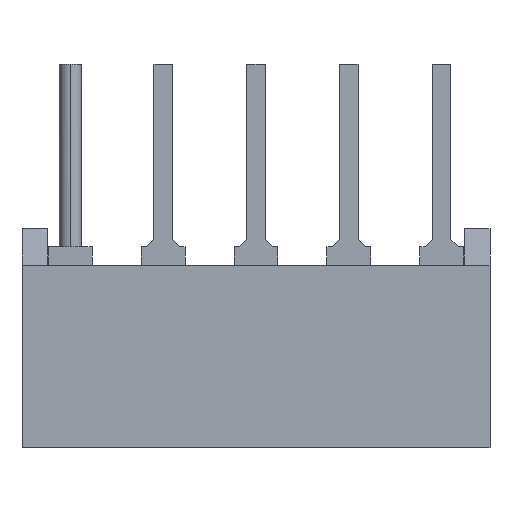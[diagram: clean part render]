
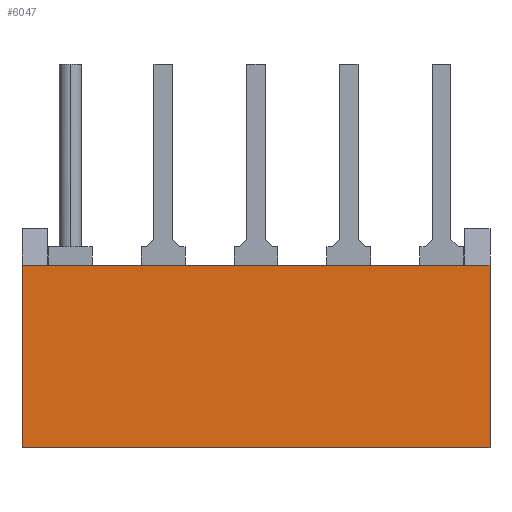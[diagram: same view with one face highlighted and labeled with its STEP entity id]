
A CAD part, left-side view. The second image highlights one B-rep face of the part: STEP entity #6047.
In plain terms, the highlighted planar face has unit normal (-1, 0, 0).
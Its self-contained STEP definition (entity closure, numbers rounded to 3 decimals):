
#185 = LINE ( 'NONE', #3745, #2688 ) ;
#195 = DIRECTION ( 'NONE',  ( 0., -1., 0. ) ) ;
#207 = CARTESIAN_POINT ( 'NONE',  ( -3.75, 6.4, 0. ) ) ;
#471 = CARTESIAN_POINT ( 'NONE',  ( -3.75, 6.4, 6. ) ) ;
#526 = VECTOR ( 'NONE', #7030, 1000. ) ;
#567 = CARTESIAN_POINT ( 'NONE',  ( -3.75, -6.4, 6. ) ) ;
#593 = VERTEX_POINT ( 'NONE', #5670 ) ;
#685 = AXIS2_PLACEMENT_3D ( 'NONE', #471, #7588, #4041 ) ;
#725 = LINE ( 'NONE', #4416, #1073 ) ;
#887 = DIRECTION ( 'NONE',  ( 0., 0., -1. ) ) ;
#947 = CARTESIAN_POINT ( 'NONE',  ( -3.75, -6.4, 5. ) ) ;
#997 = ORIENTED_EDGE ( 'NONE', *, *, #1409, .F. ) ;
#1073 = VECTOR ( 'NONE', #887, 1000. ) ;
#1160 = VERTEX_POINT ( 'NONE', #1229 ) ;
#1229 = CARTESIAN_POINT ( 'NONE',  ( -3.75, 6.4, 5. ) ) ;
#1371 = EDGE_CURVE ( 'NONE', #3228, #1160, #3490, .T. ) ;
#1409 = EDGE_CURVE ( 'NONE', #3228, #593, #4681, .T. ) ;
#2688 = VECTOR ( 'NONE', #195, 1000. ) ;
#2887 = CARTESIAN_POINT ( 'NONE',  ( -3.75, 6.4, 5. ) ) ;
#3018 = VERTEX_POINT ( 'NONE', #207 ) ;
#3228 = VERTEX_POINT ( 'NONE', #947 ) ;
#3490 = LINE ( 'NONE', #2887, #526 ) ;
#3745 = CARTESIAN_POINT ( 'NONE',  ( -3.75, 6.4, 0. ) ) ;
#3853 = EDGE_CURVE ( 'NONE', #3018, #593, #185, .T. ) ;
#4041 = DIRECTION ( 'NONE',  ( 0., 1., 0. ) ) ;
#4416 = CARTESIAN_POINT ( 'NONE',  ( -3.75, 6.4, 6. ) ) ;
#4681 = LINE ( 'NONE', #567, #6432 ) ;
#4695 = DIRECTION ( 'NONE',  ( 0., 0., -1. ) ) ;
#4940 = EDGE_LOOP ( 'NONE', ( #997, #5074, #6712, #7354 ) ) ;
#5074 = ORIENTED_EDGE ( 'NONE', *, *, #1371, .T. ) ;
#5670 = CARTESIAN_POINT ( 'NONE',  ( -3.75, -6.4, 0. ) ) ;
#5783 = PLANE ( 'NONE',  #685 ) ;
#6047 = ADVANCED_FACE ( 'NONE', ( #6784 ), #5783, .F. ) ;
#6432 = VECTOR ( 'NONE', #4695, 1000. ) ;
#6712 = ORIENTED_EDGE ( 'NONE', *, *, #6803, .T. ) ;
#6784 = FACE_OUTER_BOUND ( 'NONE', #4940, .T. ) ;
#6803 = EDGE_CURVE ( 'NONE', #1160, #3018, #725, .T. ) ;
#7030 = DIRECTION ( 'NONE',  ( 0., 1., 0. ) ) ;
#7354 = ORIENTED_EDGE ( 'NONE', *, *, #3853, .T. ) ;
#7588 = DIRECTION ( 'NONE',  ( 1., 0., 0. ) ) ;
